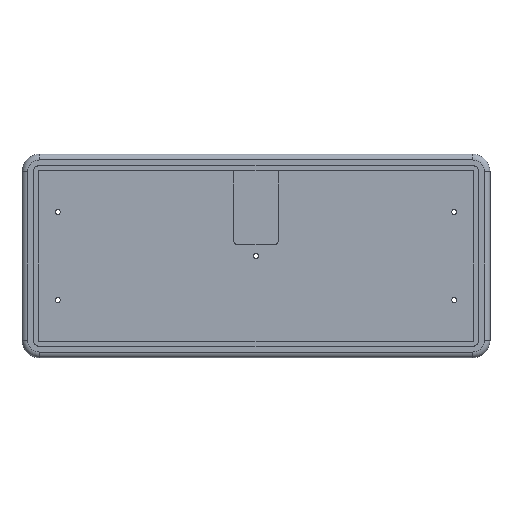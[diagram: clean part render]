
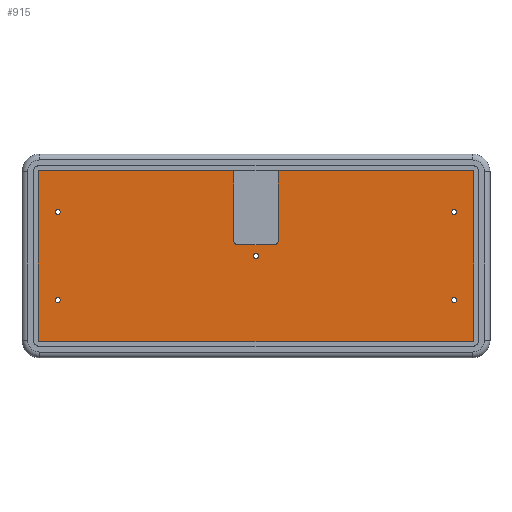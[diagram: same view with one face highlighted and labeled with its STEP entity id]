
A CAD part, top view. The second image highlights one B-rep face of the part: STEP entity #915.
In plain terms, the highlighted planar face has unit normal (0, 0, 1).
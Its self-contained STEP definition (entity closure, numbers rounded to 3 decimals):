
#72=CARTESIAN_POINT('',(93.675,38.925,3.));
#73=VERTEX_POINT('',#72);
#90=CARTESIAN_POINT('',(9.5,38.925,3.));
#91=VERTEX_POINT('',#90);
#98=CARTESIAN_POINT('',(9.5,38.925,3.));
#99=DIRECTION('',(1.,0.,0.));
#100=VECTOR('',#99,84.175);
#101=LINE('',#98,#100);
#102=EDGE_CURVE('',#91,#73,#101,.T.);
#328=CARTESIAN_POINT('',(-85.5,-20.1,3.));
#329=VERTEX_POINT('',#328);
#338=CARTESIAN_POINT('',(-84.4,-19.,3.));
#339=VERTEX_POINT('',#338);
#340=CARTESIAN_POINT('',(-85.5,-19.,3.));
#341=DIRECTION('',(0.,0.,1.));
#342=DIRECTION('',(1.,0.,-0.));
#343=AXIS2_PLACEMENT_3D('',#340,#341,#342);
#344=CIRCLE('',#343,1.1);
#345=EDGE_CURVE('',#329,#339,#344,.T.);
#347=CARTESIAN_POINT('',(-85.5,-19.,3.));
#348=DIRECTION('',(0.,0.,1.));
#349=DIRECTION('',(1.,0.,-0.));
#350=AXIS2_PLACEMENT_3D('',#347,#348,#349);
#351=CIRCLE('',#350,1.1);
#352=EDGE_CURVE('',#339,#329,#351,.T.);
#379=CARTESIAN_POINT('',(-85.5,17.9,3.));
#380=VERTEX_POINT('',#379);
#389=CARTESIAN_POINT('',(-84.4,19.,3.));
#390=VERTEX_POINT('',#389);
#391=CARTESIAN_POINT('',(-85.5,19.,3.));
#392=DIRECTION('',(0.,0.,1.));
#393=DIRECTION('',(1.,0.,-0.));
#394=AXIS2_PLACEMENT_3D('',#391,#392,#393);
#395=CIRCLE('',#394,1.1);
#396=EDGE_CURVE('',#380,#390,#395,.T.);
#398=CARTESIAN_POINT('',(-85.5,19.,3.));
#399=DIRECTION('',(0.,0.,1.));
#400=DIRECTION('',(1.,0.,-0.));
#401=AXIS2_PLACEMENT_3D('',#398,#399,#400);
#402=CIRCLE('',#401,1.1);
#403=EDGE_CURVE('',#390,#380,#402,.T.);
#430=CARTESIAN_POINT('',(85.5,-20.1,3.));
#431=VERTEX_POINT('',#430);
#440=CARTESIAN_POINT('',(86.6,-19.,3.));
#441=VERTEX_POINT('',#440);
#442=CARTESIAN_POINT('',(85.5,-19.,3.));
#443=DIRECTION('',(0.,0.,1.));
#444=DIRECTION('',(1.,0.,-0.));
#445=AXIS2_PLACEMENT_3D('',#442,#443,#444);
#446=CIRCLE('',#445,1.1);
#447=EDGE_CURVE('',#431,#441,#446,.T.);
#449=CARTESIAN_POINT('',(85.5,-19.,3.));
#450=DIRECTION('',(0.,0.,1.));
#451=DIRECTION('',(1.,0.,-0.));
#452=AXIS2_PLACEMENT_3D('',#449,#450,#451);
#453=CIRCLE('',#452,1.1);
#454=EDGE_CURVE('',#441,#431,#453,.T.);
#481=CARTESIAN_POINT('',(-0.,-1.1,3.));
#482=VERTEX_POINT('',#481);
#491=CARTESIAN_POINT('',(1.1,0.,3.));
#492=VERTEX_POINT('',#491);
#493=CARTESIAN_POINT('',(-0.,0.,3.));
#494=DIRECTION('',(0.,0.,1.));
#495=DIRECTION('',(1.,0.,-0.));
#496=AXIS2_PLACEMENT_3D('',#493,#494,#495);
#497=CIRCLE('',#496,1.1);
#498=EDGE_CURVE('',#482,#492,#497,.T.);
#500=CARTESIAN_POINT('',(-0.,0.,3.));
#501=DIRECTION('',(0.,0.,1.));
#502=DIRECTION('',(1.,0.,-0.));
#503=AXIS2_PLACEMENT_3D('',#500,#501,#502);
#504=CIRCLE('',#503,1.1);
#505=EDGE_CURVE('',#492,#482,#504,.T.);
#532=CARTESIAN_POINT('',(85.5,17.9,3.));
#533=VERTEX_POINT('',#532);
#542=CARTESIAN_POINT('',(86.6,19.,3.));
#543=VERTEX_POINT('',#542);
#544=CARTESIAN_POINT('',(85.5,19.,3.));
#545=DIRECTION('',(0.,0.,1.));
#546=DIRECTION('',(1.,0.,-0.));
#547=AXIS2_PLACEMENT_3D('',#544,#545,#546);
#548=CIRCLE('',#547,1.1);
#549=EDGE_CURVE('',#533,#543,#548,.T.);
#551=CARTESIAN_POINT('',(85.5,19.,3.));
#552=DIRECTION('',(0.,0.,1.));
#553=DIRECTION('',(1.,0.,-0.));
#554=AXIS2_PLACEMENT_3D('',#551,#552,#553);
#555=CIRCLE('',#554,1.1);
#556=EDGE_CURVE('',#543,#533,#555,.T.);
#583=CARTESIAN_POINT('',(-9.5,38.925,3.));
#584=VERTEX_POINT('',#583);
#601=CARTESIAN_POINT('',(-93.675,38.925,3.));
#602=VERTEX_POINT('',#601);
#609=CARTESIAN_POINT('',(-93.675,38.925,3.));
#610=DIRECTION('',(1.,0.,0.));
#611=VECTOR('',#610,84.175);
#612=LINE('',#609,#611);
#613=EDGE_CURVE('',#602,#584,#612,.T.);
#788=CARTESIAN_POINT('',(-85.5,28.5,3.));
#789=DIRECTION('',(0.,0.,1.));
#790=DIRECTION('',(0.,-1.,0.));
#791=AXIS2_PLACEMENT_3D('',#788,#789,#790);
#792=PLANE('',#791);
#793=ORIENTED_EDGE('',*,*,#549,.F.);
#794=ORIENTED_EDGE('',*,*,#556,.F.);
#795=EDGE_LOOP('',(#793,#794));
#796=FACE_BOUND('',#795,.T.);
#797=ORIENTED_EDGE('',*,*,#498,.F.);
#798=ORIENTED_EDGE('',*,*,#505,.F.);
#799=EDGE_LOOP('',(#797,#798));
#800=FACE_BOUND('',#799,.T.);
#801=ORIENTED_EDGE('',*,*,#447,.F.);
#802=ORIENTED_EDGE('',*,*,#454,.F.);
#803=EDGE_LOOP('',(#801,#802));
#804=FACE_BOUND('',#803,.T.);
#805=ORIENTED_EDGE('',*,*,#396,.F.);
#806=ORIENTED_EDGE('',*,*,#403,.F.);
#807=EDGE_LOOP('',(#805,#806));
#808=FACE_BOUND('',#807,.T.);
#809=ORIENTED_EDGE('',*,*,#345,.F.);
#810=ORIENTED_EDGE('',*,*,#352,.F.);
#811=EDGE_LOOP('',(#809,#810));
#812=FACE_BOUND('',#811,.T.);
#813=CARTESIAN_POINT('',(-93.675,-38.925,3.));
#814=VERTEX_POINT('',#813);
#815=CARTESIAN_POINT('',(93.675,-38.925,3.));
#816=VERTEX_POINT('',#815);
#817=CARTESIAN_POINT('',(-93.675,-38.925,3.));
#818=DIRECTION('',(1.,0.,0.));
#819=VECTOR('',#818,187.35);
#820=LINE('',#817,#819);
#821=EDGE_CURVE('',#814,#816,#820,.T.);
#822=ORIENTED_EDGE('',*,*,#821,.T.);
#823=CARTESIAN_POINT('',(95.925,-36.675,3.));
#824=VERTEX_POINT('',#823);
#825=CARTESIAN_POINT('',(93.675,-36.675,3.));
#826=DIRECTION('',(0.,0.,1.));
#827=DIRECTION('',(1.,0.,-0.));
#828=AXIS2_PLACEMENT_3D('',#825,#826,#827);
#829=CIRCLE('',#828,2.25);
#830=EDGE_CURVE('',#816,#824,#829,.T.);
#831=ORIENTED_EDGE('',*,*,#830,.T.);
#832=CARTESIAN_POINT('',(95.925,36.675,3.));
#833=VERTEX_POINT('',#832);
#834=CARTESIAN_POINT('',(95.925,-36.675,3.));
#835=DIRECTION('',(-0.,1.,0.));
#836=VECTOR('',#835,73.35);
#837=LINE('',#834,#836);
#838=EDGE_CURVE('',#824,#833,#837,.T.);
#839=ORIENTED_EDGE('',*,*,#838,.T.);
#840=CARTESIAN_POINT('',(93.675,36.675,3.));
#841=DIRECTION('',(0.,0.,1.));
#842=DIRECTION('',(1.,0.,-0.));
#843=AXIS2_PLACEMENT_3D('',#840,#841,#842);
#844=CIRCLE('',#843,2.25);
#845=EDGE_CURVE('',#833,#73,#844,.T.);
#846=ORIENTED_EDGE('',*,*,#845,.T.);
#847=ORIENTED_EDGE('',*,*,#102,.F.);
#848=CARTESIAN_POINT('',(9.5,6.175,3.));
#849=VERTEX_POINT('',#848);
#850=CARTESIAN_POINT('',(9.5,38.925,3.));
#851=DIRECTION('',(0.,-1.,0.));
#852=VECTOR('',#851,32.75);
#853=LINE('',#850,#852);
#854=EDGE_CURVE('',#91,#849,#853,.T.);
#855=ORIENTED_EDGE('',*,*,#854,.T.);
#856=CARTESIAN_POINT('',(8.25,4.925,3.));
#857=VERTEX_POINT('',#856);
#858=CARTESIAN_POINT('',(8.25,6.175,3.));
#859=DIRECTION('',(-0.,-0.,-1.));
#860=DIRECTION('',(1.,0.,-0.));
#861=AXIS2_PLACEMENT_3D('',#858,#859,#860);
#862=CIRCLE('',#861,1.25);
#863=EDGE_CURVE('',#849,#857,#862,.T.);
#864=ORIENTED_EDGE('',*,*,#863,.T.);
#865=CARTESIAN_POINT('',(-8.25,4.925,3.));
#866=VERTEX_POINT('',#865);
#867=CARTESIAN_POINT('',(8.25,4.925,3.));
#868=DIRECTION('',(-1.,-0.,0.));
#869=VECTOR('',#868,16.5);
#870=LINE('',#867,#869);
#871=EDGE_CURVE('',#857,#866,#870,.T.);
#872=ORIENTED_EDGE('',*,*,#871,.T.);
#873=CARTESIAN_POINT('',(-9.5,6.175,3.));
#874=VERTEX_POINT('',#873);
#875=CARTESIAN_POINT('',(-8.25,6.175,3.));
#876=DIRECTION('',(-0.,-0.,-1.));
#877=DIRECTION('',(1.,0.,-0.));
#878=AXIS2_PLACEMENT_3D('',#875,#876,#877);
#879=CIRCLE('',#878,1.25);
#880=EDGE_CURVE('',#866,#874,#879,.T.);
#881=ORIENTED_EDGE('',*,*,#880,.T.);
#882=CARTESIAN_POINT('',(-9.5,6.175,3.));
#883=DIRECTION('',(-0.,1.,0.));
#884=VECTOR('',#883,32.75);
#885=LINE('',#882,#884);
#886=EDGE_CURVE('',#874,#584,#885,.T.);
#887=ORIENTED_EDGE('',*,*,#886,.T.);
#888=ORIENTED_EDGE('',*,*,#613,.F.);
#889=CARTESIAN_POINT('',(-95.925,36.675,3.));
#890=VERTEX_POINT('',#889);
#891=CARTESIAN_POINT('',(-93.675,36.675,3.));
#892=DIRECTION('',(0.,0.,1.));
#893=DIRECTION('',(1.,0.,-0.));
#894=AXIS2_PLACEMENT_3D('',#891,#892,#893);
#895=CIRCLE('',#894,2.25);
#896=EDGE_CURVE('',#602,#890,#895,.T.);
#897=ORIENTED_EDGE('',*,*,#896,.T.);
#898=CARTESIAN_POINT('',(-95.925,-36.675,3.));
#899=VERTEX_POINT('',#898);
#900=CARTESIAN_POINT('',(-95.925,-36.675,3.));
#901=DIRECTION('',(-0.,1.,0.));
#902=VECTOR('',#901,73.35);
#903=LINE('',#900,#902);
#904=EDGE_CURVE('',#899,#890,#903,.T.);
#905=ORIENTED_EDGE('',*,*,#904,.F.);
#906=CARTESIAN_POINT('',(-93.675,-36.675,3.));
#907=DIRECTION('',(0.,0.,1.));
#908=DIRECTION('',(1.,0.,-0.));
#909=AXIS2_PLACEMENT_3D('',#906,#907,#908);
#910=CIRCLE('',#909,2.25);
#911=EDGE_CURVE('',#899,#814,#910,.T.);
#912=ORIENTED_EDGE('',*,*,#911,.T.);
#913=EDGE_LOOP('',(#822,#831,#839,#846,#847,#855,#864,#872,#881,#887,#888,#897,#905,#912));
#914=FACE_BOUND('',#913,.T.);
#915=ADVANCED_FACE('',(#796,#800,#804,#808,#812,#914),#792,.T.);
